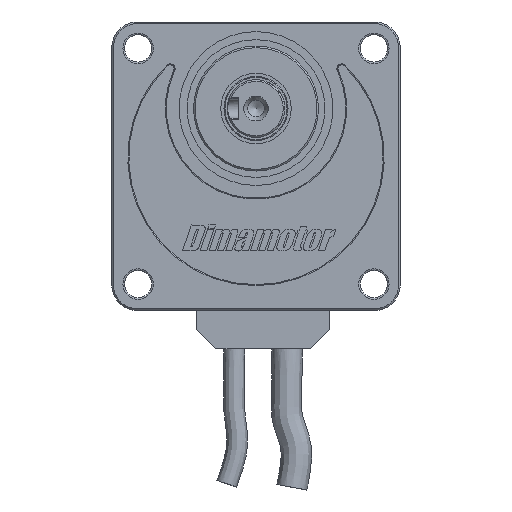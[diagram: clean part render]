
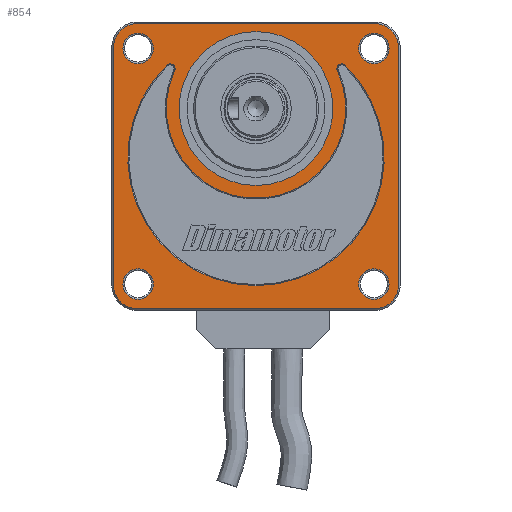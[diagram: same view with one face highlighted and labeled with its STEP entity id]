
A CAD part, front view. The second image highlights one B-rep face of the part: STEP entity #854.
In plain terms, the highlighted planar face has unit normal (0, -1, 0).
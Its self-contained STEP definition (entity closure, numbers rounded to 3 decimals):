
#854 = ADVANCED_FACE( '', ( #2074, #2075, #2076, #2077, #2078, #2079, #2080 ), #2081, .T. );
#2074 = FACE_OUTER_BOUND( '', #3773, .T. );
#2075 = FACE_BOUND( '', #3774, .T. );
#2076 = FACE_BOUND( '', #3775, .T. );
#2077 = FACE_BOUND( '', #3776, .T. );
#2078 = FACE_BOUND( '', #3777, .T. );
#2079 = FACE_BOUND( '', #3778, .T. );
#2080 = FACE_BOUND( '', #3779, .T. );
#2081 = PLANE( '', #3780 );
#3773 = EDGE_LOOP( '', ( #6637, #6638, #6639, #6640, #6641, #6642, #6643, #6644 ) );
#3774 = EDGE_LOOP( '', ( #6645 ) );
#3775 = EDGE_LOOP( '', ( #6646 ) );
#3776 = EDGE_LOOP( '', ( #6647 ) );
#3777 = EDGE_LOOP( '', ( #6648 ) );
#3778 = EDGE_LOOP( '', ( #6649 ) );
#3779 = EDGE_LOOP( '', ( #6650, #6651, #6652, #6653 ) );
#3780 = AXIS2_PLACEMENT_3D( '', #6654, #6655, #6656 );
#6637 = ORIENTED_EDGE( '', *, *, #11009, .T. );
#6638 = ORIENTED_EDGE( '', *, *, #11010, .T. );
#6639 = ORIENTED_EDGE( '', *, *, #10583, .T. );
#6640 = ORIENTED_EDGE( '', *, *, #11011, .T. );
#6641 = ORIENTED_EDGE( '', *, *, #11012, .T. );
#6642 = ORIENTED_EDGE( '', *, *, #11013, .T. );
#6643 = ORIENTED_EDGE( '', *, *, #11014, .T. );
#6644 = ORIENTED_EDGE( '', *, *, #11015, .T. );
#6645 = ORIENTED_EDGE( '', *, *, #11016, .T. );
#6646 = ORIENTED_EDGE( '', *, *, #11017, .T. );
#6647 = ORIENTED_EDGE( '', *, *, #11018, .T. );
#6648 = ORIENTED_EDGE( '', *, *, #11019, .T. );
#6649 = ORIENTED_EDGE( '', *, *, #10957, .T. );
#6650 = ORIENTED_EDGE( '', *, *, #10982, .T. );
#6651 = ORIENTED_EDGE( '', *, *, #11020, .T. );
#6652 = ORIENTED_EDGE( '', *, *, #10632, .T. );
#6653 = ORIENTED_EDGE( '', *, *, #11021, .T. );
#6654 = CARTESIAN_POINT( '', ( 0., -57., 0. ) );
#6655 = DIRECTION( '', ( 0., -1., 0. ) );
#6656 = DIRECTION( '', ( 0., 0., -1. ) );
#10583 = EDGE_CURVE( '', #12468, #12466, #12469, .T. );
#10632 = EDGE_CURVE( '', #12546, #12550, #12552, .T. );
#10957 = EDGE_CURVE( '', #13088, #13088, #13089, .T. );
#10982 = EDGE_CURVE( '', #13123, #13127, #13129, .T. );
#11009 = EDGE_CURVE( '', #13170, #13171, #13172, .T. );
#11010 = EDGE_CURVE( '', #13171, #12468, #13173, .T. );
#11011 = EDGE_CURVE( '', #12466, #13174, #13175, .T. );
#11012 = EDGE_CURVE( '', #13174, #13176, #13177, .T. );
#11013 = EDGE_CURVE( '', #13176, #13178, #13179, .T. );
#11014 = EDGE_CURVE( '', #13178, #13180, #13181, .T. );
#11015 = EDGE_CURVE( '', #13180, #13170, #13182, .T. );
#11016 = EDGE_CURVE( '', #13183, #13183, #13184, .T. );
#11017 = EDGE_CURVE( '', #13185, #13185, #13186, .T. );
#11018 = EDGE_CURVE( '', #13187, #13187, #13188, .T. );
#11019 = EDGE_CURVE( '', #13189, #13189, #13190, .T. );
#11020 = EDGE_CURVE( '', #13127, #12546, #13191, .T. );
#11021 = EDGE_CURVE( '', #12550, #13123, #13192, .T. );
#12466 = VERTEX_POINT( '', #15537 );
#12468 = VERTEX_POINT( '', #15540 );
#12469 = CIRCLE( '', #15541, 7.5 );
#12546 = VERTEX_POINT( '', #15727 );
#12550 = VERTEX_POINT( '', #15732 );
#12552 = CIRCLE( '', #15735, 40. );
#13088 = VERTEX_POINT( '', #16608 );
#13089 = CIRCLE( '', #16609, 24. );
#13123 = VERTEX_POINT( '', #16657 );
#13127 = VERTEX_POINT( '', #16662 );
#13129 = CIRCLE( '', #16665, 28. );
#13170 = VERTEX_POINT( '', #16716 );
#13171 = VERTEX_POINT( '', #16717 );
#13172 = CIRCLE( '', #16718, 7.5 );
#13173 = LINE( '', #16719, #16720 );
#13174 = VERTEX_POINT( '', #16721 );
#13175 = LINE( '', #16722, #16723 );
#13176 = VERTEX_POINT( '', #16724 );
#13177 = CIRCLE( '', #16725, 7.5 );
#13178 = VERTEX_POINT( '', #16726 );
#13179 = LINE( '', #16727, #16728 );
#13180 = VERTEX_POINT( '', #16729 );
#13181 = CIRCLE( '', #16730, 7.5 );
#13182 = LINE( '', #16731, #16732 );
#13183 = VERTEX_POINT( '', #16733 );
#13184 = CIRCLE( '', #16734, 4.75 );
#13185 = VERTEX_POINT( '', #16735 );
#13186 = CIRCLE( '', #16736, 4.75 );
#13187 = VERTEX_POINT( '', #16737 );
#13188 = CIRCLE( '', #16738, 4.75 );
#13189 = VERTEX_POINT( '', #16739 );
#13190 = CIRCLE( '', #16740, 4.75 );
#13191 = CIRCLE( '', #16741, 1.5 );
#13192 = CIRCLE( '', #16742, 1.5 );
#15537 = CARTESIAN_POINT( '', ( -37., -57., -44.5 ) );
#15540 = CARTESIAN_POINT( '', ( -44.5, -57., -37. ) );
#15541 = AXIS2_PLACEMENT_3D( '', #19331, #19332, #19333 );
#15727 = CARTESIAN_POINT( '', ( 27.794, -57., 31.513 ) );
#15732 = CARTESIAN_POINT( '', ( -27.794, -57., 31.513 ) );
#15735 = AXIS2_PLACEMENT_3D( '', #19390, #19391, #19392 );
#16608 = CARTESIAN_POINT( '', ( 24., -57., 18. ) );
#16609 = AXIS2_PLACEMENT_3D( '', #19759, #19760, #19761 );
#16657 = CARTESIAN_POINT( '', ( -25.391, -57., 29.802 ) );
#16662 = CARTESIAN_POINT( '', ( 25.391, -57., 29.802 ) );
#16665 = AXIS2_PLACEMENT_3D( '', #19787, #19788, #19789 );
#16716 = CARTESIAN_POINT( '', ( -37., -57., 44.5 ) );
#16717 = CARTESIAN_POINT( '', ( -44.5, -57., 37. ) );
#16718 = AXIS2_PLACEMENT_3D( '', #19827, #19828, #19829 );
#16719 = CARTESIAN_POINT( '', ( -44.5, -57., 0. ) );
#16720 = VECTOR( '', #19830, 1000. );
#16721 = CARTESIAN_POINT( '', ( 37., -57., -44.5 ) );
#16722 = CARTESIAN_POINT( '', ( 0., -57., -44.5 ) );
#16723 = VECTOR( '', #19831, 1000. );
#16724 = CARTESIAN_POINT( '', ( 44.5, -57., -37. ) );
#16725 = AXIS2_PLACEMENT_3D( '', #19832, #19833, #19834 );
#16726 = CARTESIAN_POINT( '', ( 44.5, -57., 37. ) );
#16727 = CARTESIAN_POINT( '', ( 44.5, -57., 0. ) );
#16728 = VECTOR( '', #19835, 1000. );
#16729 = CARTESIAN_POINT( '', ( 37., -57., 44.5 ) );
#16730 = AXIS2_PLACEMENT_3D( '', #19836, #19837, #19838 );
#16731 = CARTESIAN_POINT( '', ( 0., -57., 44.5 ) );
#16732 = VECTOR( '', #19839, 1000. );
#16733 = CARTESIAN_POINT( '', ( 36.77, -57., -41.52 ) );
#16734 = AXIS2_PLACEMENT_3D( '', #19840, #19841, #19842 );
#16735 = CARTESIAN_POINT( '', ( 36.77, -57., 32.02 ) );
#16736 = AXIS2_PLACEMENT_3D( '', #19843, #19844, #19845 );
#16737 = CARTESIAN_POINT( '', ( -36.77, -57., -41.52 ) );
#16738 = AXIS2_PLACEMENT_3D( '', #19846, #19847, #19848 );
#16739 = CARTESIAN_POINT( '', ( -36.77, -57., 32.02 ) );
#16740 = AXIS2_PLACEMENT_3D( '', #19849, #19850, #19851 );
#16741 = AXIS2_PLACEMENT_3D( '', #19852, #19853, #19854 );
#16742 = AXIS2_PLACEMENT_3D( '', #19855, #19856, #19857 );
#19331 = CARTESIAN_POINT( '', ( -37., -57., -37. ) );
#19332 = DIRECTION( '', ( 0., -1., 0. ) );
#19333 = DIRECTION( '', ( 0., 0., -1. ) );
#19390 = CARTESIAN_POINT( '', ( 0., -57., 2.746 ) );
#19391 = DIRECTION( '', ( 0., 1., 0. ) );
#19392 = DIRECTION( '', ( 0., 0., 1. ) );
#19759 = CARTESIAN_POINT( '', ( 0., -57., 18. ) );
#19760 = DIRECTION( '', ( 0., 1., 0. ) );
#19761 = DIRECTION( '', ( 1., 0., 0. ) );
#19787 = CARTESIAN_POINT( '', ( 0., -57., 18. ) );
#19788 = DIRECTION( '', ( 0., -1., 0. ) );
#19789 = DIRECTION( '', ( 0., 0., 1. ) );
#19827 = CARTESIAN_POINT( '', ( -37., -57., 37. ) );
#19828 = DIRECTION( '', ( 0., -1., 0. ) );
#19829 = DIRECTION( '', ( 0., 0., -1. ) );
#19830 = DIRECTION( '', ( 0., 0., -1. ) );
#19831 = DIRECTION( '', ( 1., 0., 0. ) );
#19832 = CARTESIAN_POINT( '', ( 37., -57., -37. ) );
#19833 = DIRECTION( '', ( 0., -1., 0. ) );
#19834 = DIRECTION( '', ( 0., 0., -1. ) );
#19835 = DIRECTION( '', ( 0., 0., 1. ) );
#19836 = CARTESIAN_POINT( '', ( 37., -57., 37. ) );
#19837 = DIRECTION( '', ( 0., -1., 0. ) );
#19838 = DIRECTION( '', ( 0., 0., -1. ) );
#19839 = DIRECTION( '', ( -1., 0., 0. ) );
#19840 = CARTESIAN_POINT( '', ( 36.77, -57., -36.77 ) );
#19841 = DIRECTION( '', ( 0., 1., 0. ) );
#19842 = DIRECTION( '', ( 0., 0., -1. ) );
#19843 = CARTESIAN_POINT( '', ( 36.77, -57., 36.77 ) );
#19844 = DIRECTION( '', ( 0., 1., 0. ) );
#19845 = DIRECTION( '', ( 0., 0., -1. ) );
#19846 = CARTESIAN_POINT( '', ( -36.77, -57., -36.77 ) );
#19847 = DIRECTION( '', ( 0., 1., 0. ) );
#19848 = DIRECTION( '', ( 0., 0., -1. ) );
#19849 = CARTESIAN_POINT( '', ( -36.77, -57., 36.77 ) );
#19850 = DIRECTION( '', ( 0., 1., 0. ) );
#19851 = DIRECTION( '', ( 0., 0., -1. ) );
#19852 = CARTESIAN_POINT( '', ( 26.752, -57., 30.434 ) );
#19853 = DIRECTION( '', ( 0., 1., 0. ) );
#19854 = DIRECTION( '', ( 1., 0., 0. ) );
#19855 = CARTESIAN_POINT( '', ( -26.752, -57., 30.434 ) );
#19856 = DIRECTION( '', ( 0., 1., 0. ) );
#19857 = DIRECTION( '', ( -1., 0., 0. ) );
